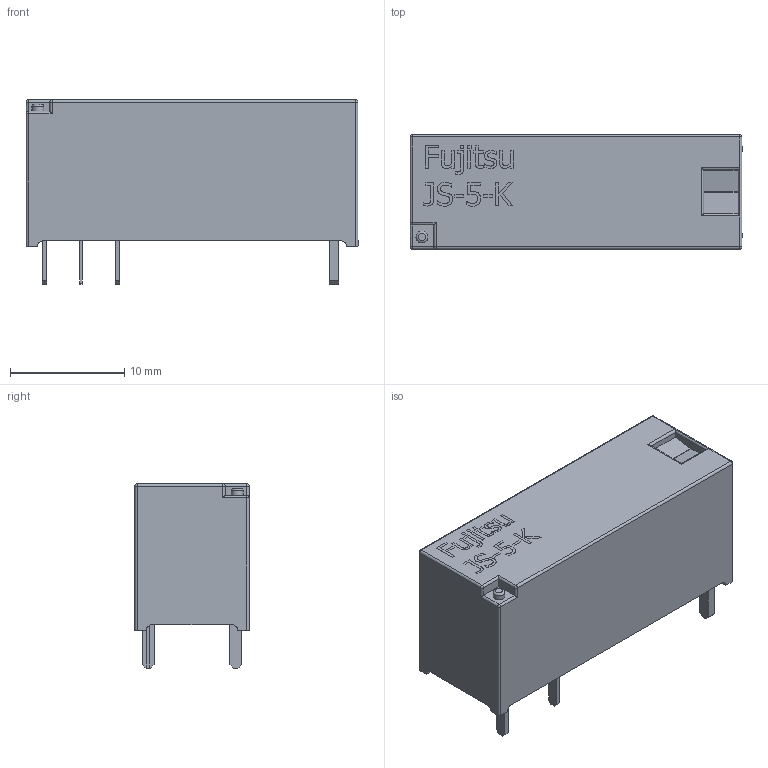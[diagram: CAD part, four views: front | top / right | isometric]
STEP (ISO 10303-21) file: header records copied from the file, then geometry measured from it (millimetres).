
FILE_DESCRIPTION( ( '' ), ' ' );
FILE_NAME( '5c0a6b529b5a1617154354e2.step', '2018-12-07T12:45:06', ( '' ), ( '' ), ' ', ' ', ' ' );
FILE_SCHEMA( ( 'AUTOMOTIVE_DESIGN { 1 0 10303 214 1 1 1 1 }' ) );
Length unit declared in the file: metre
Products named in the file (21): Open CASCADE STEP translator 6.8 3; Open CASCADE STEP translator 6.8 2; Open CASCADE STEP translator 6.8 1
Bounding box: 29 x 10 x 16.1 mm (x, y, z)
Volume: 3564.7 mm3; surface area: 1630.6 mm2
Topology: 21 solids, 21 shells, 298 faces, 739 edges, 484 vertices
Faces by surface type: plane 190, extrusion 73, cylinder 28, sphere 6, torus 1
Full cylindrical faces by diameter (mm): 1.036 x1
Entity records: 15665 total; most frequent: CARTESIAN_POINT 2565, ORIENTED_EDGE 1474, DIRECTION 1200, STYLED_ITEM 1035, PRESENTATION_STYLE_ASSIGNMENT 1035, COLOUR_RGB 1035, EDGE_CURVE 737, CURVE_STYLE 737
